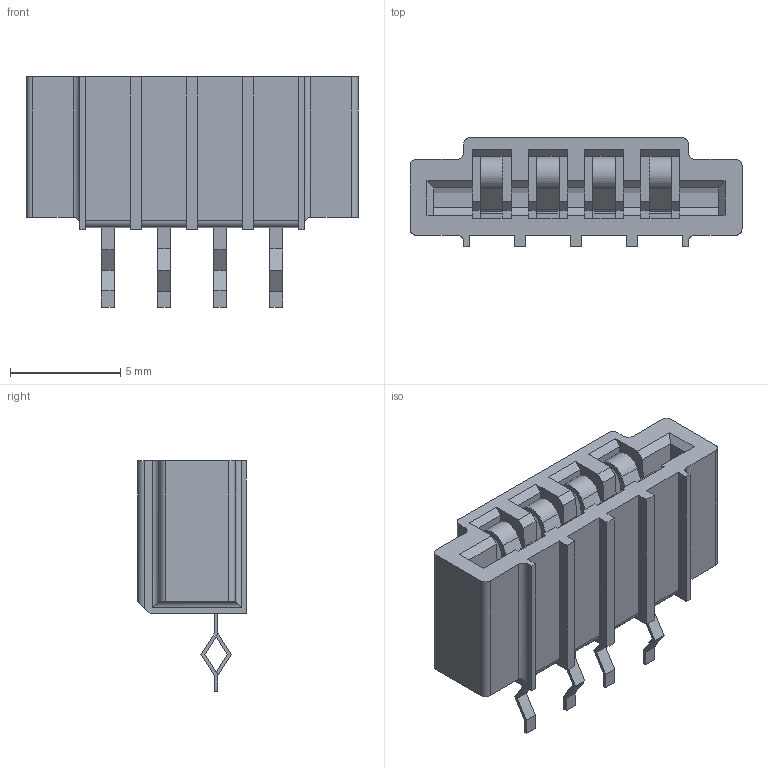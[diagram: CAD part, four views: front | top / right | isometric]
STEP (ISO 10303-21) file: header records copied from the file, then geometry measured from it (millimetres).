
FILE_DESCRIPTION(('STEP AP214'),'1');
FILE_NAME('FPC-TH_4P-P2.54_L4.8-Wxx.x.stp','2024-10-28T07:21:22',(' '),(' '),'Spatial InterOp 3D',' ',' ');
FILE_SCHEMA(('AUTOMOTIVE_DESIGN { 1 0 10303 214 1 1 1 1 }'));
Length unit declared in the file: metre
Products named in the file (10): FPC-TH_4P-P2.54_L4.8-Wxx.x; Component1; Component3; Component5; Component7; Component9; Component10; Component13; Component14; Component17
Assembly tree (9 placements, depth 2):
  FPC-TH_4P-P2.54_L4.8-Wxx.x
    Component1
    Component3
    Component5
    Component7
    Component9
    Component10
    Component13
    Component14
    Component17
Bounding box: 15.04 x 4.93 x 10.43 mm (x, y, z)
Volume: 288.1 mm3; surface area: 874.6 mm2
Topology: 9 solids, 9 shells, 273 faces, 760 edges, 502 vertices
Faces by surface type: plane 217, cylinder 56
Entity records: 10048 total; most frequent: CARTESIAN_POINT 1545, ORIENTED_EDGE 1520, DIRECTION 1434, EDGE_CURVE 760, LINE 652, VECTOR 652, VERTEX_POINT 502, AXIS2_PLACEMENT_3D 391
